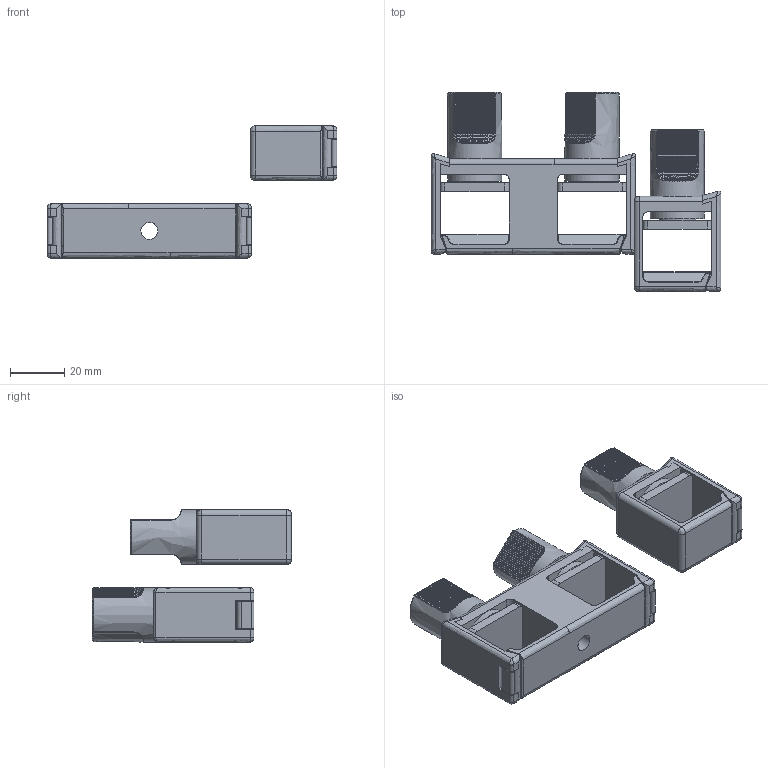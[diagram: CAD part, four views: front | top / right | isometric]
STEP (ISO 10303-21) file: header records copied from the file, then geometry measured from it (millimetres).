
FILE_DESCRIPTION(('FreeCAD Model'),'2;1');
FILE_NAME('Open CASCADE Shape Model','2025-04-29T20:34:55',('FreeCAD'),( 'FreeCAD'),'Open CASCADE STEP processor 7.6','FreeCAD','Unknown');
FILE_SCHEMA(('AUTOMOTIVE_DESIGN { 1 0 10303 214 1 1 1 1 }'));
Products named in the file (1): Open CASCADE STEP translator 7.6 1
Bounding box: 106.83 x 73.48 x 48.86 mm (x, y, z)
Volume: 60341.2 mm3; surface area: 34839.9 mm2
Topology: 11 solids, 11 shells, 1095 faces, 2700 edges, 1612 vertices
Faces by surface type: bspline 1095
Entity records: 79833 total; most frequent: CARTESIAN_POINT 63763, ORIENTED_EDGE 5350, EDGE_CURVE 2675, B_SPLINE_CURVE_WITH_KNOTS 2330, VERTEX_POINT 1612, FACE_BOUND 1113, EDGE_LOOP 1113, ADVANCED_FACE 1095
